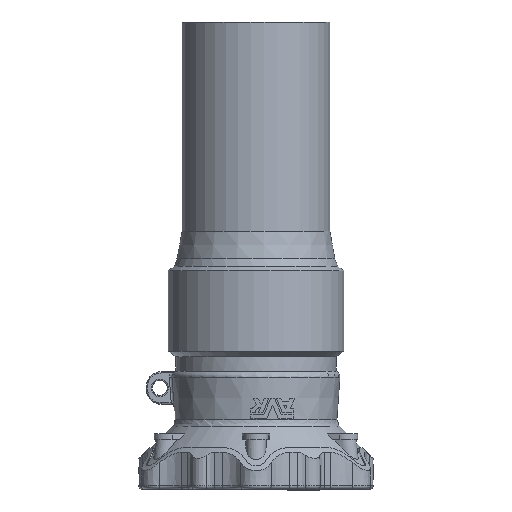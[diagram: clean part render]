
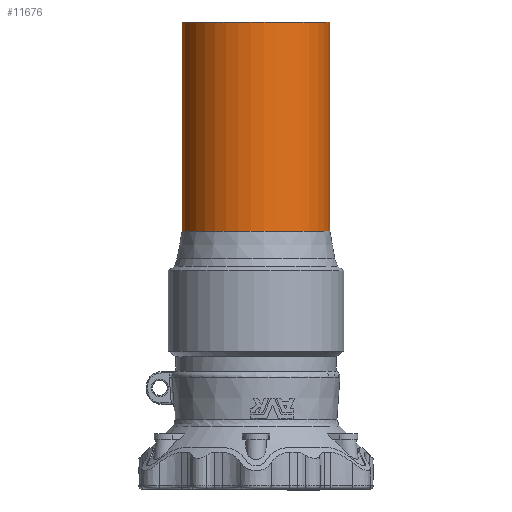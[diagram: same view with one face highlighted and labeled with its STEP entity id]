
A CAD part, front view. The second image highlights one B-rep face of the part: STEP entity #11676.
In plain terms, the highlighted cylindrical face has radius 125 mm (diameter 250 mm), a full revolution.
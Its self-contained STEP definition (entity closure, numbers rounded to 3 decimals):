
#3098 = EDGE_CURVE ( 'NONE', #21266, #21266, #17492, .T. ) ;
#3099 = EDGE_CURVE ( 'NONE', #21267, #21267, #17497, .T. ) ;
#3250 = AXIS2_PLACEMENT_3D ( 'NONE', #13407, #13408, #13409 ) ;
#3251 = AXIS2_PLACEMENT_3D ( 'NONE', #13410, #13411, #13412 ) ;
#4477 = CARTESIAN_POINT ( 'NONE',  ( -47.487, -7.206, 48.019 ) ) ;
#4481 = DIRECTION ( 'NONE',  ( -0.557, -0.831, 0. ) ) ;
#4482 = DIRECTION ( 'NONE',  ( 0., 0., -1. ) ) ;
#5363 = EDGE_LOOP ( 'NONE', ( #14115 ) ) ;
#5370 = EDGE_LOOP ( 'NONE', ( #14114 ) ) ;
#6560 = AXIS2_PLACEMENT_3D ( 'NONE', #4477, #4482, #4481 ) ;
#11676 = ADVANCED_FACE ( 'NONE', ( #17709, #17710 ), #17715, .T. ) ;
#13407 = CARTESIAN_POINT ( 'NONE',  ( -47.487, -7.206, 256.052 ) ) ;
#13408 = DIRECTION ( 'NONE',  ( 0., 0., -1. ) ) ;
#13409 = DIRECTION ( 'NONE',  ( -0.557, -0.831, 0. ) ) ;
#13410 = CARTESIAN_POINT ( 'NONE',  ( -47.487, -7.206, 608.832 ) ) ;
#13411 = DIRECTION ( 'NONE',  ( 0., 0., -1. ) ) ;
#13412 = DIRECTION ( 'NONE',  ( -0.557, -0.831, 0. ) ) ;
#14114 = ORIENTED_EDGE ( 'NONE', *, *, #3098, .F. ) ;
#14115 = ORIENTED_EDGE ( 'NONE', *, *, #3099, .T. ) ;
#17492 = CIRCLE ( 'NONE', #3250, 125. ) ;
#17497 = CIRCLE ( 'NONE', #3251, 125. ) ;
#17709 = FACE_OUTER_BOUND ( 'NONE', #5370, .T. ) ;
#17710 = FACE_OUTER_BOUND ( 'NONE', #5363, .T. ) ;
#17715 = CYLINDRICAL_SURFACE ( 'NONE', #6560, 125. ) ;
#19123 = CARTESIAN_POINT ( 'NONE',  ( -117.064, -111.052, 256.052 ) ) ;
#19124 = CARTESIAN_POINT ( 'NONE',  ( -117.064, -111.052, 608.832 ) ) ;
#21266 = VERTEX_POINT ( 'NONE', #19123 ) ;
#21267 = VERTEX_POINT ( 'NONE', #19124 ) ;
